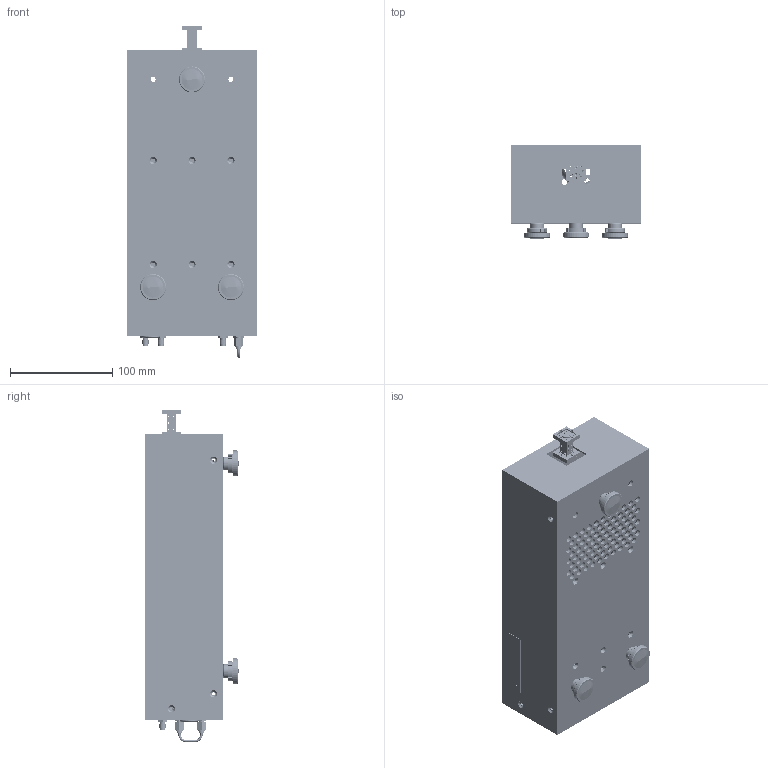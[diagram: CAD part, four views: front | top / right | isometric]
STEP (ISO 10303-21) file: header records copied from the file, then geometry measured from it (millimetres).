
FILE_DESCRIPTION(/* description */ ('VDI0.65VNAXTXRX-C_SW with Feet'),/* implementation_level */ '2;1');
FILE_NAME(/* name */ 'VDI0.65VNAXTXRX-C_SW with Feet.stp',/* time_stamp */ '2024-10-03T11:11:08-04:00',/* author */ ('sboelens'),/* organization */ (''),/* preprocessor_version */ 'ST-DEVELOPER v20',/* originating_system */ 'Autodesk Inventor 2025',/* authorisation */ '');
FILE_SCHEMA (('AUTOMOTIVE_DESIGN { 1 0 10303 214 3 1 1 }'));
Products named in the file (1): VDI0.65VNAXTXRX-C_SW with Feet
Bounding box: 127.79 x 91.24 x 324.81 mm (x, y, z)
Volume: 329717.5 mm3; surface area: 282243 mm2
Topology: 6 solids, 6 shells, 4137 faces, 10708 edges, 6832 vertices
Faces by surface type: plane 2184, cylinder 1101, bspline 728, cone 116, torus 5, sphere 3
Full cylindrical faces by diameter (mm): 0.8 x10, 0.899 x20, 1.181 x6, 1.549 x4, 1.613 x4, 1.694 x4, 1.702 x2, 1.986 x40, 2.156 x4, 2.184 x3, 2.241 x2, 2.438 x6, 2.642 x6, 2.845 x48, 3.175 x6, 3.277 x4, 3.556 x4, 3.581 x4, 3.81 x6, 4.674 x6, 4.699 x4, 4.978 x4, 5.309 x12, 5.334 x10, 5.588 x2, 6.223 x10, 6.35 x169, 6.731 x6, 7.62 x2, 8.9 x1
Entity records: 216415 total; most frequent: CARTESIAN_POINT 116231, ORIENTED_EDGE 21392, DIRECTION 17367, EDGE_CURVE 10696, VERTEX_POINT 6832, AXIS2_PLACEMENT_3D 5798, LINE 5771, VECTOR 5771
